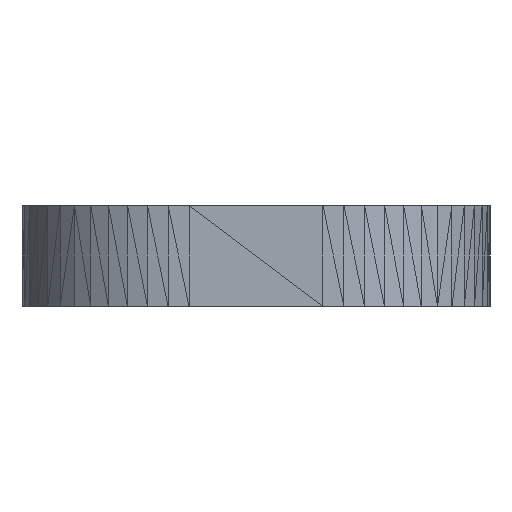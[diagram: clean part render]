
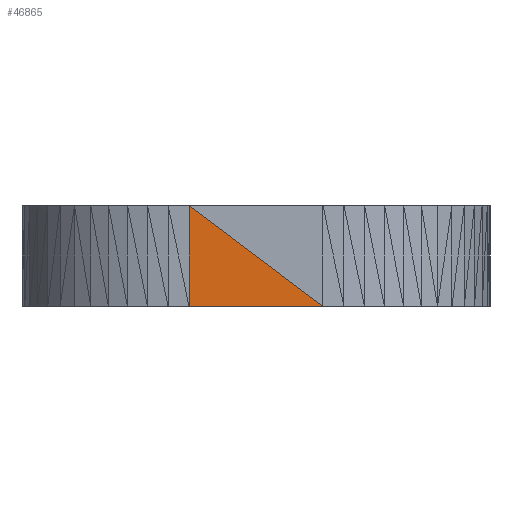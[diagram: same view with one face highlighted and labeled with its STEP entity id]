
A CAD part, left-side view. The second image highlights one B-rep face of the part: STEP entity #46865.
In plain terms, the highlighted planar face has unit normal (-1, 0, 0).
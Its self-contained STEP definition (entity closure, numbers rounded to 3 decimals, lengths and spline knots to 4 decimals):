
#46818 = VERTEX_POINT('',#46819);
#46819 = CARTESIAN_POINT('',(-22.25,1.,1.5));
#46854 = PLANE('',#46855);
#46855 = AXIS2_PLACEMENT_3D('',#46856,#46857,#46858);
#46856 = CARTESIAN_POINT('',(-22.25,-0.25,1.));
#46857 = DIRECTION('',(-1.,-0.,-0.));
#46858 = DIRECTION('',(0.,0.,-1.));
#46865 = ADVANCED_FACE('',(#46866),#46878,.T.);
#46866 = FACE_BOUND('',#46867,.T.);
#46867 = EDGE_LOOP('',(#46868,#46896,#46924));
#46868 = ORIENTED_EDGE('',*,*,#46869,.T.);
#46869 = EDGE_CURVE('',#46870,#46818,#46872,.T.);
#46870 = VERTEX_POINT('',#46871);
#46871 = CARTESIAN_POINT('',(-22.25,-1.,0.));
#46872 = SURFACE_CURVE('',#46873,(#46877,#46889),.PCURVE_S1.);
#46873 = LINE('',#46874,#46875);
#46874 = CARTESIAN_POINT('',(-22.25,-1.,0.));
#46875 = VECTOR('',#46876,1.);
#46876 = DIRECTION('',(0.,0.8,0.6));
#46877 = PCURVE('',#46878,#46883);
#46878 = PLANE('',#46879);
#46879 = AXIS2_PLACEMENT_3D('',#46880,#46881,#46882);
#46880 = CARTESIAN_POINT('',(-22.25,0.25,0.5));
#46881 = DIRECTION('',(-1.,-0.,-0.));
#46882 = DIRECTION('',(0.,0.,-1.));
#46883 = DEFINITIONAL_REPRESENTATION('',(#46884),#46888);
#46884 = LINE('',#46885,#46886);
#46885 = CARTESIAN_POINT('',(0.5,1.25));
#46886 = VECTOR('',#46887,1.);
#46887 = DIRECTION('',(-0.6,-0.8));
#46888 = ( GEOMETRIC_REPRESENTATION_CONTEXT(2) 
PARAMETRIC_REPRESENTATION_CONTEXT() REPRESENTATION_CONTEXT('2D SPACE',''
  ) );
#46889 = PCURVE('',#46854,#46890);
#46890 = DEFINITIONAL_REPRESENTATION('',(#46891),#46895);
#46891 = LINE('',#46892,#46893);
#46892 = CARTESIAN_POINT('',(1.,0.75));
#46893 = VECTOR('',#46894,1.);
#46894 = DIRECTION('',(-0.6,-0.8));
#46895 = ( GEOMETRIC_REPRESENTATION_CONTEXT(2) 
PARAMETRIC_REPRESENTATION_CONTEXT() REPRESENTATION_CONTEXT('2D SPACE',''
  ) );
#46896 = ORIENTED_EDGE('',*,*,#46897,.T.);
#46897 = EDGE_CURVE('',#46818,#46898,#46900,.T.);
#46898 = VERTEX_POINT('',#46899);
#46899 = CARTESIAN_POINT('',(-22.25,1.,0.));
#46900 = SURFACE_CURVE('',#46901,(#46905,#46912),.PCURVE_S1.);
#46901 = LINE('',#46902,#46903);
#46902 = CARTESIAN_POINT('',(-22.25,1.,1.5));
#46903 = VECTOR('',#46904,1.);
#46904 = DIRECTION('',(0.,0.,-1.));
#46905 = PCURVE('',#46878,#46906);
#46906 = DEFINITIONAL_REPRESENTATION('',(#46907),#46911);
#46907 = LINE('',#46908,#46909);
#46908 = CARTESIAN_POINT('',(-1.,-0.75));
#46909 = VECTOR('',#46910,1.);
#46910 = DIRECTION('',(1.,0.));
#46911 = ( GEOMETRIC_REPRESENTATION_CONTEXT(2) 
PARAMETRIC_REPRESENTATION_CONTEXT() REPRESENTATION_CONTEXT('2D SPACE',''
  ) );
#46912 = PCURVE('',#46913,#46918);
#46913 = PLANE('',#46914);
#46914 = AXIS2_PLACEMENT_3D('',#46915,#46916,#46917);
#46915 = CARTESIAN_POINT('',(-22.2446,1.0864,
    0.8204));
#46916 = DIRECTION('',(-0.998,0.063,
    0.));
#46917 = DIRECTION('',(-0.063,-0.998,0.));
#46918 = DEFINITIONAL_REPRESENTATION('',(#46919),#46923);
#46919 = LINE('',#46920,#46921);
#46920 = CARTESIAN_POINT('',(0.087,0.68));
#46921 = VECTOR('',#46922,1.);
#46922 = DIRECTION('',(0.,-1.));
#46923 = ( GEOMETRIC_REPRESENTATION_CONTEXT(2) 
PARAMETRIC_REPRESENTATION_CONTEXT() REPRESENTATION_CONTEXT('2D SPACE',''
  ) );
#46924 = ORIENTED_EDGE('',*,*,#46925,.T.);
#46925 = EDGE_CURVE('',#46898,#46870,#46926,.T.);
#46926 = SURFACE_CURVE('',#46927,(#46931,#46938),.PCURVE_S1.);
#46927 = LINE('',#46928,#46929);
#46928 = CARTESIAN_POINT('',(-22.25,1.,0.));
#46929 = VECTOR('',#46930,1.);
#46930 = DIRECTION('',(0.,-1.,0.));
#46931 = PCURVE('',#46878,#46932);
#46932 = DEFINITIONAL_REPRESENTATION('',(#46933),#46937);
#46933 = LINE('',#46934,#46935);
#46934 = CARTESIAN_POINT('',(0.5,-0.75));
#46935 = VECTOR('',#46936,1.);
#46936 = DIRECTION('',(0.,1.));
#46937 = ( GEOMETRIC_REPRESENTATION_CONTEXT(2) 
PARAMETRIC_REPRESENTATION_CONTEXT() REPRESENTATION_CONTEXT('2D SPACE',''
  ) );
#46938 = PCURVE('',#46939,#46944);
#46939 = PLANE('',#46940);
#46940 = AXIS2_PLACEMENT_3D('',#46941,#46942,#46943);
#46941 = CARTESIAN_POINT('',(-21.559,0.,0.));
#46942 = DIRECTION('',(-0.,-0.,-1.));
#46943 = DIRECTION('',(-1.,0.,0.));
#46944 = DEFINITIONAL_REPRESENTATION('',(#46945),#46949);
#46945 = LINE('',#46946,#46947);
#46946 = CARTESIAN_POINT('',(0.691,1.));
#46947 = VECTOR('',#46948,1.);
#46948 = DIRECTION('',(0.,-1.));
#46949 = ( GEOMETRIC_REPRESENTATION_CONTEXT(2) 
PARAMETRIC_REPRESENTATION_CONTEXT() REPRESENTATION_CONTEXT('2D SPACE',''
  ) );
